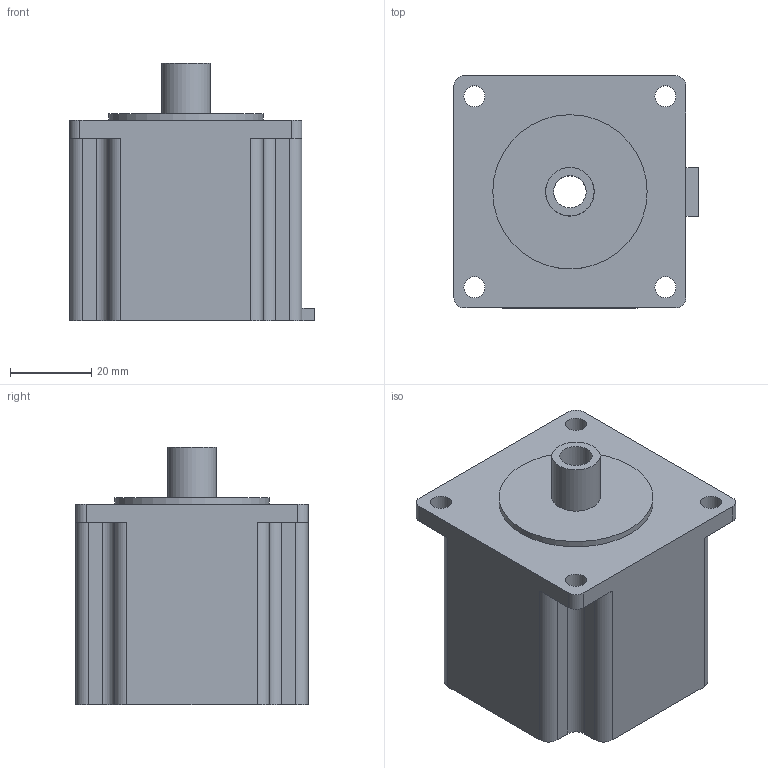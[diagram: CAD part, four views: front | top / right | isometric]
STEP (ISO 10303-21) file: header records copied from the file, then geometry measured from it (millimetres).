
FILE_DESCRIPTION(/* description */ ('Alibre Inc.'),/* implementation_level */ '2;1');
FILE_NAME(/* name */ 'export-9AC12738-C360-4BB8-9B19-01CE0F7E4A3E',/* time_stamp */ '2021-04-08T11:34:59-04:00',/* author */ (''),/* organization */ (''),/* preprocessor_version */ 'ST-DEVELOPER v17',/* originating_system */ 'Alibre',/* authorisation */ '');
FILE_SCHEMA (('CONFIG_CONTROL_DESIGN'));
Length unit declared in the file: centimetre
Bounding box: 60.3 x 57.3 x 63.5 mm (x, y, z)
Volume: 145263 mm3; surface area: 23396.2 mm2
Topology: 2 solids, 2 shells, 49 faces, 136 edges, 92 vertices
Faces by surface type: plane 25, cylinder 24
Full cylindrical faces by diameter (mm): 5.2 x4, 8 x1, 11.95 x1, 12 x1, 38.1 x1
Entity records: 1592 total; most frequent: CARTESIAN_POINT 260, ORIENTED_EDGE 248, DIRECTION 244, EDGE_CURVE 124, AXIS2_PLACEMENT_3D 97, VERTEX_POINT 88, VECTOR 75, LINE 75
